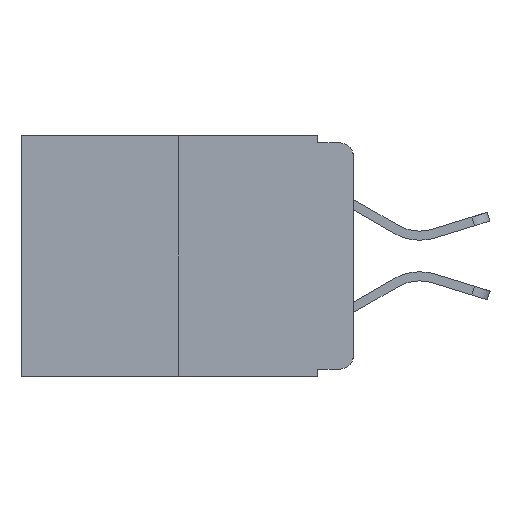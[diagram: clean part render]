
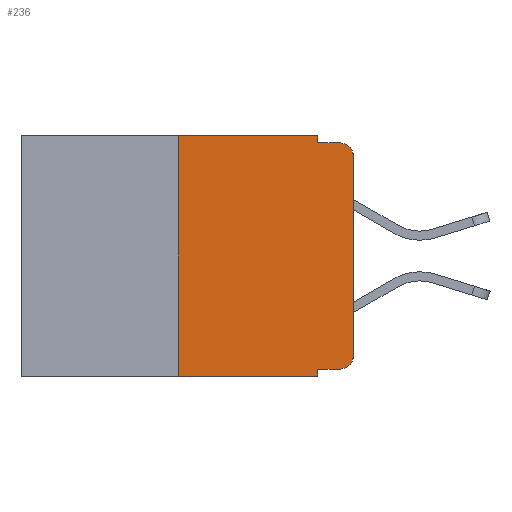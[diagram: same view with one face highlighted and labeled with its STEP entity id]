
A CAD part, left-side view. The second image highlights one B-rep face of the part: STEP entity #236.
In plain terms, the highlighted planar face has unit normal (-1, 0, 0).
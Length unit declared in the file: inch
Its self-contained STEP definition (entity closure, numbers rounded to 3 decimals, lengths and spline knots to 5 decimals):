
#236 = ADVANCED_FACE ( 'NONE', ( #7801 ), #11055, .F. ) ;
#296 = LINE ( 'NONE', #3529, #510 ) ;
#510 = VECTOR ( 'NONE', #20607, 39.37008 ) ;
#636 = EDGE_CURVE ( 'NONE', #10410, #14589, #1119, .T. ) ;
#878 = DIRECTION ( 'NONE',  ( 0., 0., -1. ) ) ;
#948 = VECTOR ( 'NONE', #878, 39.37008 ) ;
#1119 = LINE ( 'NONE', #16577, #3730 ) ;
#2096 = CARTESIAN_POINT ( 'NONE',  ( 0., 0.02, -0.313 ) ) ;
#2114 = VERTEX_POINT ( 'NONE', #13535 ) ;
#2204 = CARTESIAN_POINT ( 'NONE',  ( 0., 0.02, -0.333 ) ) ;
#2541 = LINE ( 'NONE', #10802, #948 ) ;
#2802 = VERTEX_POINT ( 'NONE', #6151 ) ;
#2959 = CARTESIAN_POINT ( 'NONE',  ( 0., 0., 0. ) ) ;
#3036 = CIRCLE ( 'NONE', #10509, 0.02 ) ;
#3286 = AXIS2_PLACEMENT_3D ( 'NONE', #2096, #6775, #3882 ) ;
#3410 = ORIENTED_EDGE ( 'NONE', *, *, #18683, .T. ) ;
#3494 = EDGE_CURVE ( 'NONE', #18142, #14589, #8799, .T. ) ;
#3529 = CARTESIAN_POINT ( 'NONE',  ( 0., 0.473, 0. ) ) ;
#3533 = VERTEX_POINT ( 'NONE', #2204 ) ;
#3535 = CARTESIAN_POINT ( 'NONE',  ( 0., 0.051, -0.01 ) ) ;
#3730 = VECTOR ( 'NONE', #18026, 39.37008 ) ;
#3882 = DIRECTION ( 'NONE',  ( 0., 0., -1. ) ) ;
#4394 = VECTOR ( 'NONE', #4436, 39.37008 ) ;
#4436 = DIRECTION ( 'NONE',  ( 0., 0., 1. ) ) ;
#4880 = VERTEX_POINT ( 'NONE', #17987 ) ;
#4897 = EDGE_CURVE ( 'NONE', #16181, #2114, #3036, .T. ) ;
#5342 = CARTESIAN_POINT ( 'NONE',  ( 0., 0.051, 0. ) ) ;
#5647 = VECTOR ( 'NONE', #16176, 39.37008 ) ;
#5922 = CARTESIAN_POINT ( 'NONE',  ( 0., 0., -0.03 ) ) ;
#5965 = DIRECTION ( 'NONE',  ( 0., 0., -1. ) ) ;
#6151 = CARTESIAN_POINT ( 'NONE',  ( 0., 0.25, 0. ) ) ;
#6253 = DIRECTION ( 'NONE',  ( 0., 0., -1. ) ) ;
#6478 = VECTOR ( 'NONE', #21863, 39.37008 ) ;
#6564 = VECTOR ( 'NONE', #21361, 39.37008 ) ;
#6775 = DIRECTION ( 'NONE',  ( -1., 0., 0. ) ) ;
#7451 = EDGE_CURVE ( 'NONE', #2802, #4880, #296, .T. ) ;
#7614 = EDGE_CURVE ( 'NONE', #18489, #2114, #10973, .T. ) ;
#7801 = FACE_OUTER_BOUND ( 'NONE', #16439, .T. ) ;
#7829 = ORIENTED_EDGE ( 'NONE', *, *, #7451, .F. ) ;
#8371 = AXIS2_PLACEMENT_3D ( 'NONE', #12881, #9624, #6253 ) ;
#8799 = LINE ( 'NONE', #5342, #19441 ) ;
#8880 = CARTESIAN_POINT ( 'NONE',  ( 0., 0., -0.313 ) ) ;
#9312 = LINE ( 'NONE', #2959, #5647 ) ;
#9624 = DIRECTION ( 'NONE',  ( 1., 0., 0. ) ) ;
#9695 = CARTESIAN_POINT ( 'NONE',  ( 0., 0.051, -0.333 ) ) ;
#9802 = ORIENTED_EDGE ( 'NONE', *, *, #636, .T. ) ;
#9844 = EDGE_CURVE ( 'NONE', #4880, #18489, #2541, .T. ) ;
#10410 = VERTEX_POINT ( 'NONE', #11996 ) ;
#10509 = AXIS2_PLACEMENT_3D ( 'NONE', #19936, #16189, #5965 ) ;
#10802 = CARTESIAN_POINT ( 'NONE',  ( 0., 0.051, 0. ) ) ;
#10973 = LINE ( 'NONE', #17526, #6564 ) ;
#11008 = ORIENTED_EDGE ( 'NONE', *, *, #4897, .T. ) ;
#11055 = PLANE ( 'NONE',  #8371 ) ;
#11996 = CARTESIAN_POINT ( 'NONE',  ( 0., 0.25, -0.343 ) ) ;
#12012 = ORIENTED_EDGE ( 'NONE', *, *, #9844, .F. ) ;
#12881 = CARTESIAN_POINT ( 'NONE',  ( 0., 0.473, 0. ) ) ;
#12947 = CARTESIAN_POINT ( 'NONE',  ( 0., 0.25, 0. ) ) ;
#13064 = LINE ( 'NONE', #12947, #4394 ) ;
#13535 = CARTESIAN_POINT ( 'NONE',  ( 0., 0.02, -0.01 ) ) ;
#14589 = VERTEX_POINT ( 'NONE', #14598 ) ;
#14598 = CARTESIAN_POINT ( 'NONE',  ( 0., 0.051, -0.343 ) ) ;
#15648 = EDGE_CURVE ( 'NONE', #3533, #18531, #15806, .T. ) ;
#15772 = CARTESIAN_POINT ( 'NONE',  ( 0., 0.051, -0.333 ) ) ;
#15806 = CIRCLE ( 'NONE', #3286, 0.02 ) ;
#15929 = EDGE_CURVE ( 'NONE', #18142, #3533, #18243, .T. ) ;
#16045 = ORIENTED_EDGE ( 'NONE', *, *, #15648, .T. ) ;
#16176 = DIRECTION ( 'NONE',  ( 0., 0., 1. ) ) ;
#16181 = VERTEX_POINT ( 'NONE', #5922 ) ;
#16189 = DIRECTION ( 'NONE',  ( -1., 0., 0. ) ) ;
#16328 = ORIENTED_EDGE ( 'NONE', *, *, #3494, .F. ) ;
#16439 = EDGE_LOOP ( 'NONE', ( #3410, #11008, #20768, #12012, #7829, #17029, #9802, #16328, #16528, #16045 ) ) ;
#16528 = ORIENTED_EDGE ( 'NONE', *, *, #15929, .T. ) ;
#16577 = CARTESIAN_POINT ( 'NONE',  ( 0., 0.473, -0.343 ) ) ;
#16972 = EDGE_CURVE ( 'NONE', #10410, #2802, #13064, .T. ) ;
#17029 = ORIENTED_EDGE ( 'NONE', *, *, #16972, .F. ) ;
#17526 = CARTESIAN_POINT ( 'NONE',  ( 0., 0.051, -0.01 ) ) ;
#17987 = CARTESIAN_POINT ( 'NONE',  ( 0., 0.051, 0. ) ) ;
#18026 = DIRECTION ( 'NONE',  ( 0., -1., 0. ) ) ;
#18142 = VERTEX_POINT ( 'NONE', #15772 ) ;
#18243 = LINE ( 'NONE', #9695, #6478 ) ;
#18489 = VERTEX_POINT ( 'NONE', #3535 ) ;
#18531 = VERTEX_POINT ( 'NONE', #8880 ) ;
#18683 = EDGE_CURVE ( 'NONE', #18531, #16181, #9312, .T. ) ;
#19441 = VECTOR ( 'NONE', #20642, 39.37008 ) ;
#19936 = CARTESIAN_POINT ( 'NONE',  ( 0., 0.02, -0.03 ) ) ;
#20607 = DIRECTION ( 'NONE',  ( 0., -1., 0. ) ) ;
#20642 = DIRECTION ( 'NONE',  ( 0., 0., -1. ) ) ;
#20768 = ORIENTED_EDGE ( 'NONE', *, *, #7614, .F. ) ;
#21361 = DIRECTION ( 'NONE',  ( 0., -1., 0. ) ) ;
#21863 = DIRECTION ( 'NONE',  ( 0., -1., 0. ) ) ;
